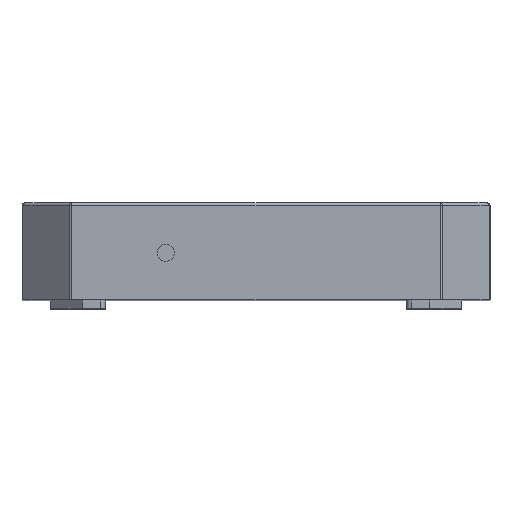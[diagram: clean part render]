
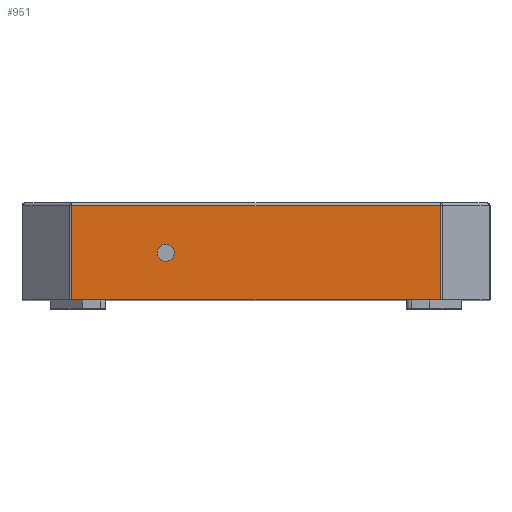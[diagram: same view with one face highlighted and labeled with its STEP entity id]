
A CAD part, top view. The second image highlights one B-rep face of the part: STEP entity #951.
In plain terms, the highlighted planar face has unit normal (0, 0, 1).
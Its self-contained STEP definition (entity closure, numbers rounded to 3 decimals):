
#780 = LINE ( 'NONE', #18021, #22289 ) ;
#951 = ADVANCED_FACE ( 'NONE', ( #7828, #25449 ), #13346, .F. ) ;
#963 = CARTESIAN_POINT ( 'NONE',  ( -32.5, 16.5, 41. ) ) ;
#1051 = ORIENTED_EDGE ( 'NONE', *, *, #10179, .T. ) ;
#1518 = ORIENTED_EDGE ( 'NONE', *, *, #19016, .T. ) ;
#2676 = CARTESIAN_POINT ( 'NONE',  ( -32.293, 17., 41. ) ) ;
#2788 = VERTEX_POINT ( 'NONE', #21211 ) ;
#5010 = DIRECTION ( 'NONE',  ( 0., 0., 1. ) ) ;
#5018 = EDGE_LOOP ( 'NONE', ( #1051, #15085, #1518, #8482 ) ) ;
#5615 = DIRECTION ( 'NONE',  ( 1., 0., 0. ) ) ;
#6598 = EDGE_CURVE ( 'NONE', #12492, #17855, #17035, .T. ) ;
#6668 = VECTOR ( 'NONE', #9387, 1000. ) ;
#7828 = FACE_BOUND ( 'NONE', #25107, .T. ) ;
#8482 = ORIENTED_EDGE ( 'NONE', *, *, #9563, .T. ) ;
#8646 = VERTEX_POINT ( 'NONE', #24051 ) ;
#8912 = DIRECTION ( 'NONE',  ( 0., -1., 0. ) ) ;
#9286 = LINE ( 'NONE', #18289, #20710 ) ;
#9387 = DIRECTION ( 'NONE',  ( -1., 0., 0. ) ) ;
#9563 = EDGE_CURVE ( 'NONE', #15083, #18039, #15172, .T. ) ;
#9588 = VECTOR ( 'NONE', #8912, 1000. ) ;
#10179 = EDGE_CURVE ( 'NONE', #18039, #8646, #780, .T. ) ;
#11202 = DIRECTION ( 'NONE',  ( 1., 0., 0. ) ) ;
#11430 = CARTESIAN_POINT ( 'NONE',  ( -41., 17., 41. ) ) ;
#11556 = CARTESIAN_POINT ( 'NONE',  ( -32.293, 0., 41. ) ) ;
#12492 = VERTEX_POINT ( 'NONE', #25752 ) ;
#12666 = CARTESIAN_POINT ( 'NONE',  ( -17.334, 8.25, 41. ) ) ;
#12908 = AXIS2_PLACEMENT_3D ( 'NONE', #21027, #20938, #18761 ) ;
#13346 = PLANE ( 'NONE',  #18349 ) ;
#13640 = CARTESIAN_POINT ( 'NONE',  ( -32.293, 16.5, 41. ) ) ;
#14071 = EDGE_CURVE ( 'NONE', #8646, #2788, #9286, .T. ) ;
#15083 = VERTEX_POINT ( 'NONE', #13640 ) ;
#15085 = ORIENTED_EDGE ( 'NONE', *, *, #14071, .T. ) ;
#15172 = LINE ( 'NONE', #2676, #9588 ) ;
#16703 = CIRCLE ( 'NONE', #19112, 1.5 ) ;
#17035 = CIRCLE ( 'NONE', #12908, 1.5 ) ;
#17403 = ORIENTED_EDGE ( 'NONE', *, *, #6598, .F. ) ;
#17419 = CARTESIAN_POINT ( 'NONE',  ( -15.834, 8.25, 41. ) ) ;
#17855 = VERTEX_POINT ( 'NONE', #12666 ) ;
#18021 = CARTESIAN_POINT ( 'NONE',  ( -41., 0., 41. ) ) ;
#18039 = VERTEX_POINT ( 'NONE', #11556 ) ;
#18289 = CARTESIAN_POINT ( 'NONE',  ( 32.293, 17., 41. ) ) ;
#18349 = AXIS2_PLACEMENT_3D ( 'NONE', #11430, #24027, #24113 ) ;
#18761 = DIRECTION ( 'NONE',  ( 1., 0., 0. ) ) ;
#19016 = EDGE_CURVE ( 'NONE', #2788, #15083, #25270, .T. ) ;
#19112 = AXIS2_PLACEMENT_3D ( 'NONE', #17419, #5010, #11202 ) ;
#19472 = EDGE_CURVE ( 'NONE', #17855, #12492, #16703, .T. ) ;
#20710 = VECTOR ( 'NONE', #24480, 1000. ) ;
#20938 = DIRECTION ( 'NONE',  ( 0., 0., 1. ) ) ;
#21027 = CARTESIAN_POINT ( 'NONE',  ( -15.834, 8.25, 41. ) ) ;
#21211 = CARTESIAN_POINT ( 'NONE',  ( 32.293, 16.5, 41. ) ) ;
#22289 = VECTOR ( 'NONE', #5615, 1000. ) ;
#23045 = ORIENTED_EDGE ( 'NONE', *, *, #19472, .F. ) ;
#24027 = DIRECTION ( 'NONE',  ( 0., 0., -1. ) ) ;
#24051 = CARTESIAN_POINT ( 'NONE',  ( 32.293, 0., 41. ) ) ;
#24113 = DIRECTION ( 'NONE',  ( -1., 0., 0. ) ) ;
#24480 = DIRECTION ( 'NONE',  ( 0., 1., 0. ) ) ;
#25107 = EDGE_LOOP ( 'NONE', ( #17403, #23045 ) ) ;
#25270 = LINE ( 'NONE', #963, #6668 ) ;
#25449 = FACE_OUTER_BOUND ( 'NONE', #5018, .T. ) ;
#25752 = CARTESIAN_POINT ( 'NONE',  ( -14.334, 8.25, 41. ) ) ;
